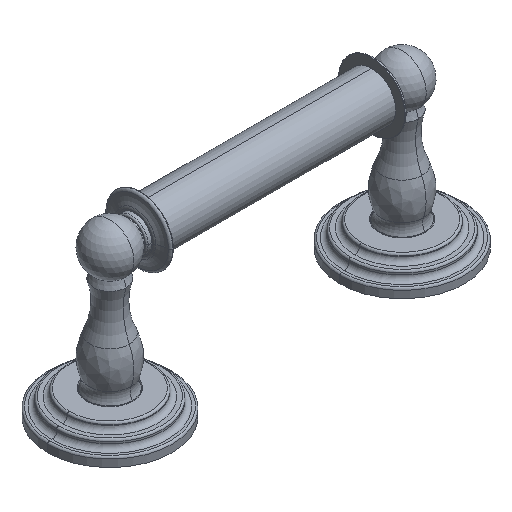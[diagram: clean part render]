
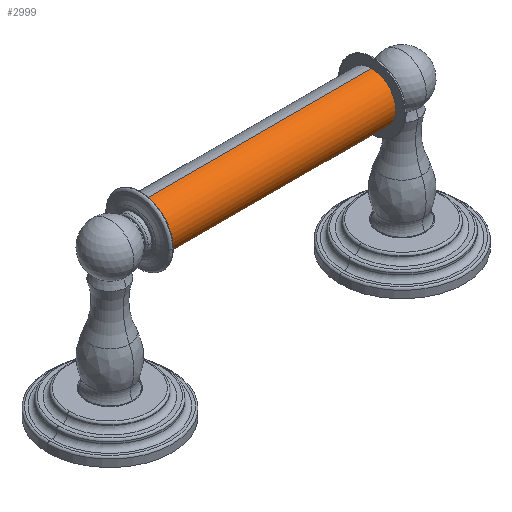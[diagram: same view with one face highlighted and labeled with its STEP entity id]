
A CAD part, isometric view. The second image highlights one B-rep face of the part: STEP entity #2999.
In plain terms, the highlighted cylindrical face has radius 12.497 mm (diameter 24.994 mm), a partial arc.
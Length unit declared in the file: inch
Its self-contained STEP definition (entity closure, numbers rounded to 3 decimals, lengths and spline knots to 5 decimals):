
#2293=DIRECTION('',(1.,0.,0.));
#2294=VECTOR('',#2293,4.75);
#2295=CARTESIAN_POINT('',(-2.375,0.,2.52));
#2296=LINE('',#2295,#2294);
#2302=CARTESIAN_POINT('',(-2.375,0.,3.012));
#2303=DIRECTION('',(1.,0.,0.));
#2304=DIRECTION('',(0.,0.,1.));
#2305=AXIS2_PLACEMENT_3D('',#2302,#2303,#2304);
#2307=DIRECTION('',(1.,0.,0.));
#2308=VECTOR('',#2307,4.75);
#2309=CARTESIAN_POINT('',(-2.375,0.,3.504));
#2310=LINE('',#2309,#2308);
#2311=CARTESIAN_POINT('',(2.375,0.,3.012));
#2312=DIRECTION('',(1.,0.,0.));
#2313=DIRECTION('',(0.,0.,1.));
#2314=AXIS2_PLACEMENT_3D('',#2311,#2312,#2313);
#2552=CARTESIAN_POINT('',(2.375,0.,2.52));
#2553=CARTESIAN_POINT('',(2.375,0.,3.504));
#2554=VERTEX_POINT('',#2552);
#2555=VERTEX_POINT('',#2553);
#2604=CARTESIAN_POINT('',(-2.375,0.,2.52));
#2605=CARTESIAN_POINT('',(-2.375,0.,3.504));
#2606=VERTEX_POINT('',#2604);
#2607=VERTEX_POINT('',#2605);
#2987=CARTESIAN_POINT('',(-2.375,0.,3.012));
#2988=DIRECTION('',(1.,0.,0.));
#2989=DIRECTION('',(0.,0.,-1.));
#2990=AXIS2_PLACEMENT_3D('',#2987,#2988,#2989);
#2991=CYLINDRICAL_SURFACE('',#2990,0.492);
#2992=ORIENTED_EDGE('',*,*,#2967,.F.);
#2993=ORIENTED_EDGE('',*,*,#2982,.T.);
#2995=ORIENTED_EDGE('',*,*,#2994,.T.);
#2996=ORIENTED_EDGE('',*,*,#2978,.F.);
#2997=EDGE_LOOP('',(#2992,#2993,#2995,#2996));
#2998=FACE_OUTER_BOUND('',#2997,.F.);
#2999=ADVANCED_FACE('',(#2998),#2991,.T.);
#2306=CIRCLE('',#2305,0.492);
#2315=CIRCLE('',#2314,0.492);
#2967=EDGE_CURVE('',#2607,#2606,#2306,.T.);
#2978=EDGE_CURVE('',#2606,#2554,#2296,.T.);
#2982=EDGE_CURVE('',#2607,#2555,#2310,.T.);
#2994=EDGE_CURVE('',#2555,#2554,#2315,.T.);
